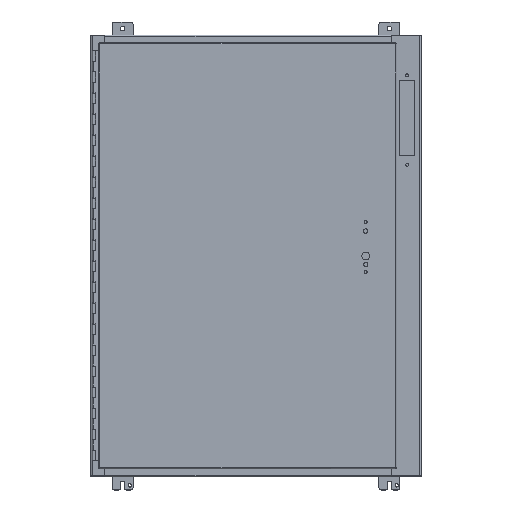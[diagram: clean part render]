
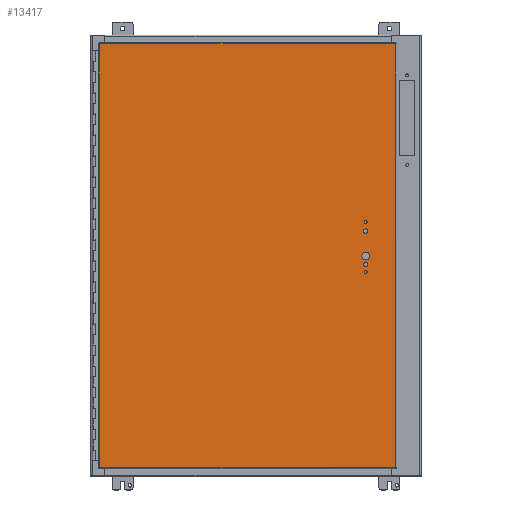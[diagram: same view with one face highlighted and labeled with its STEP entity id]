
A CAD part, top view. The second image highlights one B-rep face of the part: STEP entity #13417.
In plain terms, the highlighted planar face has unit normal (0, 0, 1).
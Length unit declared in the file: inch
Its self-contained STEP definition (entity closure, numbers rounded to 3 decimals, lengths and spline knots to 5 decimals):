
#309=FACE_BOUND($,#2406,.T.);
#310=FACE_BOUND($,#2407,.T.);
#311=FACE_BOUND($,#2408,.T.);
#312=FACE_BOUND($,#2409,.T.);
#313=FACE_BOUND($,#2410,.T.);
#314=FACE_BOUND($,#2411,.T.);
#748=CIRCLE($,#14496,0.375);
#750=CIRCLE($,#14499,0.203);
#752=CIRCLE($,#14502,0.203);
#754=CIRCLE($,#14505,0.1405);
#756=CIRCLE($,#14508,0.1405);
#2406=EDGE_LOOP($,(#11385));
#2407=EDGE_LOOP($,(#11386));
#2408=EDGE_LOOP($,(#11387));
#2409=EDGE_LOOP($,(#11388));
#2410=EDGE_LOOP($,(#11389));
#2411=EDGE_LOOP($,(#11390,#11391,#11392,#11393));
#3657=LINE($,#21942,#4946);
#3673=LINE($,#22044,#4962);
#3688=LINE($,#22144,#4977);
#3696=LINE($,#22228,#4985);
#4946=VECTOR($,#17825,40.2895);
#4962=VECTOR($,#17855,28.13325);
#4977=VECTOR($,#17884,40.2895);
#4985=VECTOR($,#17902,28.13325);
#6142=VERTEX_POINT($,#21868);
#6144=VERTEX_POINT($,#21873);
#6146=VERTEX_POINT($,#21878);
#6148=VERTEX_POINT($,#21883);
#6150=VERTEX_POINT($,#21888);
#6167=VERTEX_POINT($,#21933);
#6168=VERTEX_POINT($,#21941);
#6179=VERTEX_POINT($,#22036);
#6189=VERTEX_POINT($,#22136);
#7861=EDGE_CURVE($,#6142,#6142,#748,.T.);
#7863=EDGE_CURVE($,#6144,#6144,#750,.T.);
#7865=EDGE_CURVE($,#6146,#6146,#752,.T.);
#7867=EDGE_CURVE($,#6148,#6148,#754,.T.);
#7869=EDGE_CURVE($,#6150,#6150,#756,.T.);
#7891=EDGE_CURVE($,#6168,#6167,#3657,.T.);
#7911=EDGE_CURVE($,#6167,#6179,#3673,.T.);
#7930=EDGE_CURVE($,#6179,#6189,#3688,.T.);
#7942=EDGE_CURVE($,#6189,#6168,#3696,.T.);
#11385=ORIENTED_EDGE($,*,*,#7861,.T.);
#11386=ORIENTED_EDGE($,*,*,#7863,.T.);
#11387=ORIENTED_EDGE($,*,*,#7865,.T.);
#11388=ORIENTED_EDGE($,*,*,#7867,.T.);
#11389=ORIENTED_EDGE($,*,*,#7869,.T.);
#11390=ORIENTED_EDGE($,*,*,#7891,.T.);
#11391=ORIENTED_EDGE($,*,*,#7911,.T.);
#11392=ORIENTED_EDGE($,*,*,#7930,.T.);
#11393=ORIENTED_EDGE($,*,*,#7942,.T.);
#12154=PLANE($,#14541);
#13417=ADVANCED_FACE($,(#309,#310,#311,#312,#313,#314),#12154,.T.);
#14496=AXIS2_PLACEMENT_3D($,#21869,#17765,#17766);
#14499=AXIS2_PLACEMENT_3D($,#21874,#17771,#17772);
#14502=AXIS2_PLACEMENT_3D($,#21879,#17777,#17778);
#14505=AXIS2_PLACEMENT_3D($,#21884,#17783,#17784);
#14508=AXIS2_PLACEMENT_3D($,#21889,#17789,#17790);
#14541=AXIS2_PLACEMENT_3D($,#22314,#17927,#17928);
#17765=DIRECTION('center_axis',(0.,0.,-1.));
#17766=DIRECTION('ref_axis',(-1.,0.,0.));
#17771=DIRECTION('center_axis',(0.,0.,-1.));
#17772=DIRECTION('ref_axis',(-1.,0.,0.));
#17777=DIRECTION('center_axis',(0.,0.,-1.));
#17778=DIRECTION('ref_axis',(-1.,0.,0.));
#17783=DIRECTION('center_axis',(0.,0.,-1.));
#17784=DIRECTION('ref_axis',(-1.,0.,0.));
#17789=DIRECTION('center_axis',(0.,0.,-1.));
#17790=DIRECTION('ref_axis',(-1.,0.,0.));
#17825=DIRECTION($,(0.,1.,0.));
#17855=DIRECTION($,(-1.,0.,0.));
#17884=DIRECTION($,(0.,-1.,0.));
#17902=DIRECTION($,(1.,0.,0.));
#17927=DIRECTION('center_axis',(0.,0.,1.));
#17928=DIRECTION('ref_axis',(1.,0.,0.));
#21868=CARTESIAN_POINT('',(25.78075,20.231,0.074));
#21869=CARTESIAN_POINT('Origin',(25.40575,20.231,0.074));
#21873=CARTESIAN_POINT('',(25.60875,22.606,0.074));
#21874=CARTESIAN_POINT('Origin',(25.40575,22.606,0.074));
#21878=CARTESIAN_POINT('',(25.60875,19.418,0.074));
#21879=CARTESIAN_POINT('Origin',(25.40575,19.418,0.074));
#21883=CARTESIAN_POINT('',(25.54625,23.481,0.074));
#21884=CARTESIAN_POINT('Origin',(25.40575,23.481,0.074));
#21888=CARTESIAN_POINT('',(25.54625,18.731,0.074));
#21889=CARTESIAN_POINT('Origin',(25.40575,18.731,0.074));
#21933=CARTESIAN_POINT('',(28.2385,40.39475,0.074));
#21941=CARTESIAN_POINT('',(28.2385,0.10525,0.074));
#21942=CARTESIAN_POINT($,(28.2385,10.17763,0.074));
#22036=CARTESIAN_POINT('',(0.10525,40.39475,0.074));
#22044=CARTESIAN_POINT($,(21.20519,40.39475,0.074));
#22136=CARTESIAN_POINT('',(0.10525,0.10525,0.074));
#22144=CARTESIAN_POINT($,(0.10525,30.32238,0.074));
#22228=CARTESIAN_POINT($,(7.13856,0.10525,0.074));
#22314=CARTESIAN_POINT('Origin',(14.17188,20.25,0.074));
